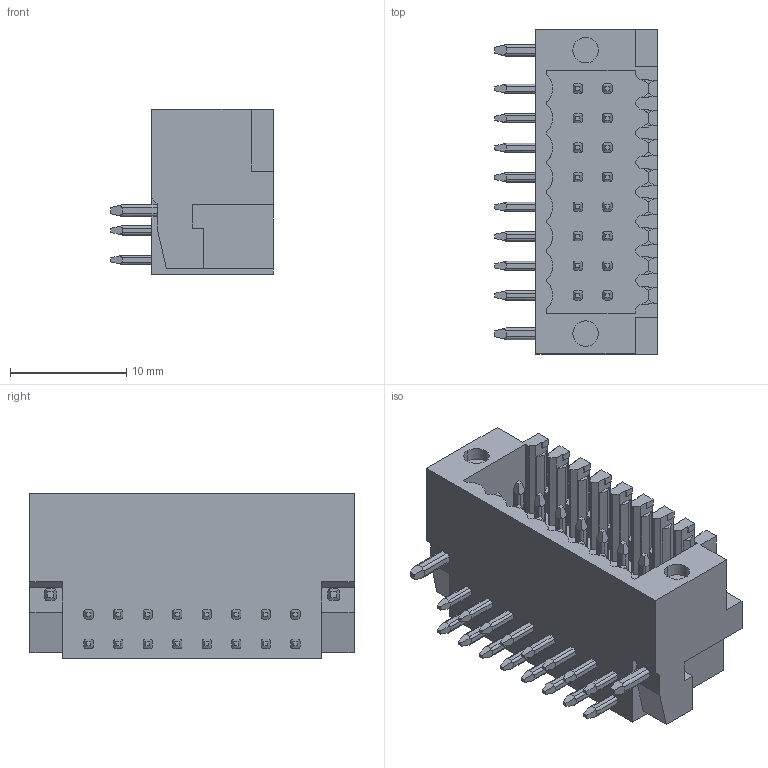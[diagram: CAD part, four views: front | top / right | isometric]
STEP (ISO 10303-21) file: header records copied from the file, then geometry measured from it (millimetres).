
FILE_DESCRIPTION((''),'2;1');
FILE_NAME('TLPHDW-020R','2024-10-17T12:02:29',('tluser'),(''),'CREO PARAMETRIC BY PTC INC, 2018100','CREO PARAMETRIC BY PTC INC, 2018100','');
FILE_SCHEMA(('CONFIG_CONTROL_DESIGN'));
Length unit declared in the file: millimetre
Products named in the file (1): TLPHDW-020R
Bounding box: 14 x 27.88 x 14.2 mm (x, y, z)
Volume: 2715.5 mm3; surface area: 2594.7 mm2
Topology: 1 solids, 1 shells, 690 faces, 1940 edges, 1284 vertices
Faces by surface type: plane 528, cylinder 158, torus 4
Entity records: 22605 total; most frequent: CARTESIAN_POINT 5137, ORIENTED_EDGE 3880, DIRECTION 3200, EDGE_CURVE 1940, VECTOR 1476, LINE 1476, VERTEX_POINT 1284, AXIS2_PLACEMENT_3D 862
